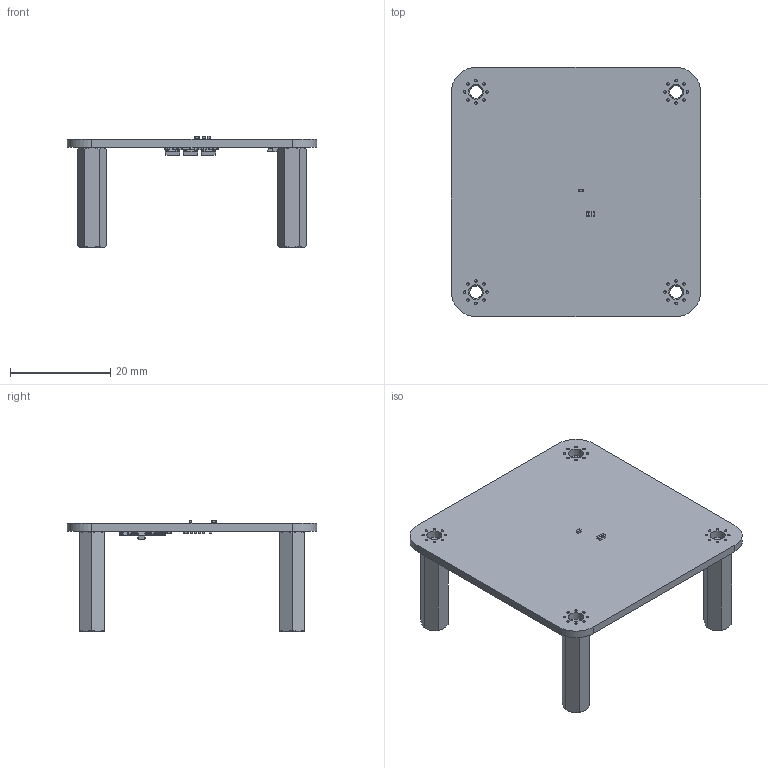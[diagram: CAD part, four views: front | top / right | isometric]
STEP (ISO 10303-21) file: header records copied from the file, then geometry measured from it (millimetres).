
FILE_DESCRIPTION(('KiCad electronic assembly'),'2;1');
FILE_NAME('sensor_v1.0.step','2021-05-09T18:30:22',('An Author'),( 'A Company'),'Open CASCADE STEP processor 7.3', 'KiCad to STEP converter','Unknown');
FILE_SCHEMA(('AUTOMOTIVE_DESIGN { 1 0 10303 214 1 1 1 1 }'));
Length unit declared in the file: millimetre
Products named in the file (14): Open CASCADE STEP translator 7.3 1; C_0402_1005Metric; SOLID; SOT-23-5; R_0402_1005Metric; FH35-25S-0.3SHW; COMPOUND; C_0603_1608Metric; M3_F_TO_F_20MM_STANDOFF
Assembly tree (44 placements, depth 3):
  Open CASCADE STEP translator 7.3 1
    C_0402_1005Metric  x24
      SOLID
    SOT-23-5  x3
      SOLID
    R_0402_1005Metric  x2
      SOLID
    FH35-25S-0.3SHW
      COMPOUND
    C_0603_1608Metric  x3
      SOLID
    M3_F_TO_F_20MM_STANDOFF  x4
      SOLID
    COMPOUND
Bounding box: 49.8 x 49.8 x 22.2 mm (x, y, z)
Volume: 5265.5 mm3; surface area: 7728 mm2
Topology: 38 solids, 38 shells, 1774 faces, 4854 edges, 3176 vertices
Faces by surface type: plane 1140, cylinder 515, bspline 87, cone 32
Full cylindrical faces by diameter (mm): 0.5 x32, 3 x4
Entity records: 59115 total; most frequent: CARTESIAN_POINT 11419, DIRECTION 8557, LINE 6057, VECTOR 6057, ORIENTED_EDGE 4624, PCURVE 4624, DEFINITIONAL_REPRESENTATION 4624, EDGE_CURVE 2312
